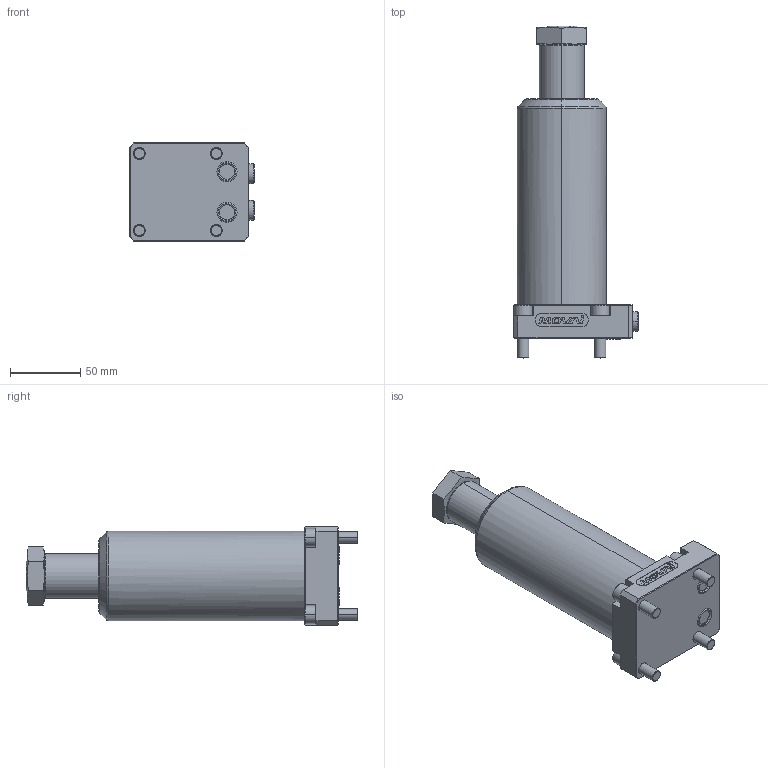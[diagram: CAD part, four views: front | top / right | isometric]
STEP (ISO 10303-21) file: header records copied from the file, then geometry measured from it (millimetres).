
FILE_DESCRIPTION (( 'STEP AP214' ), '1' );
FILE_NAME ('MVI-FI453290-LZZ.step', '2023-11-02T18:07:09', ( '' ), ( '' ), 'SwSTEP 2.0', 'SolidWorks 2020', '' );
FILE_SCHEMA (( 'AUTOMOTIVE_DESIGN' ));
Length unit declared in the file: millimetre
Products named in the file (1): MVI-FI453290-LZZ
Bounding box: 89 x 237.05 x 70 mm (x, y, z)
Volume: 579872.3 mm3; surface area: 88414.4 mm2
Topology: 7 solids, 9 shells, 378 faces, 896 edges, 572 vertices
Faces by surface type: plane 188, cylinder 89, bspline 43, cone 32, torus 26
Entity records: 14909 total; most frequent: CARTESIAN_POINT 4718, ORIENTED_EDGE 1792, DIRECTION 1754, EDGE_CURVE 896, AXIS2_PLACEMENT_3D 620, VERTEX_POINT 572, LINE 514, VECTOR 514
